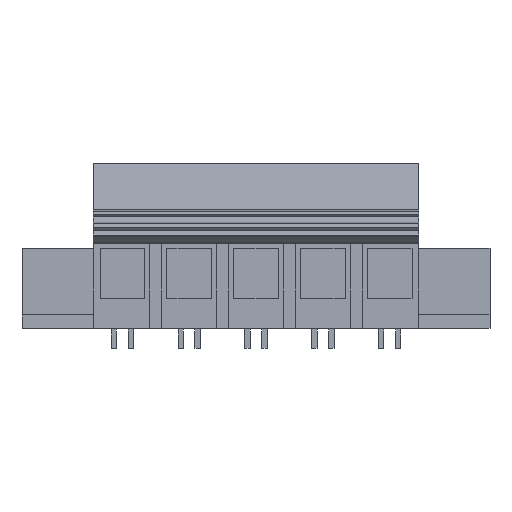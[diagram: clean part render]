
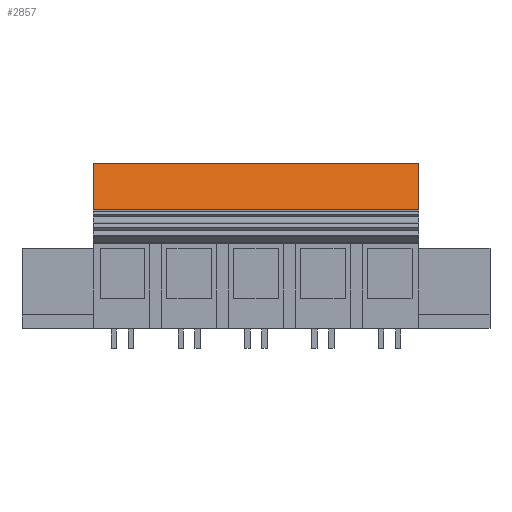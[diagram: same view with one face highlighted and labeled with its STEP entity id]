
A CAD part, front view. The second image highlights one B-rep face of the part: STEP entity #2857.
In plain terms, the highlighted planar face has unit normal (0, -0.985, 0.174).
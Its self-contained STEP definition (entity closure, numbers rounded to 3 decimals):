
#2837=AXIS2_PLACEMENT_3D('Plane Axis2P3D',#2834,#2835,#2836) ;
#526=CARTESIAN_POINT('Vertex',(16.,8.164,31.099)) ;
#529=CARTESIAN_POINT('Line Origine',(16.,9.076,36.275)) ;
#533=CARTESIAN_POINT('Vertex',(16.,9.989,41.45)) ;
#2819=CARTESIAN_POINT('Vertex',(89.,8.164,31.099)) ;
#2822=CARTESIAN_POINT('Line Origine',(52.5,8.164,31.099)) ;
#2834=CARTESIAN_POINT('Axis2P3D Location',(31.,9.989,41.45)) ;
#2839=CARTESIAN_POINT('Line Origine',(89.,9.076,36.275)) ;
#2843=CARTESIAN_POINT('Vertex',(89.,9.989,41.45)) ;
#2846=CARTESIAN_POINT('Line Origine',(52.5,9.989,41.45)) ;
#530=DIRECTION('Vector Direction',(0.,-0.174,-0.985)) ;
#2823=DIRECTION('Vector Direction',(1.,0.,0.)) ;
#2835=DIRECTION('Axis2P3D Direction',(0.,-0.985,0.174)) ;
#2836=DIRECTION('Axis2P3D XDirection',(0.,-0.174,-0.985)) ;
#2840=DIRECTION('Vector Direction',(0.,-0.174,-0.985)) ;
#2847=DIRECTION('Vector Direction',(1.,0.,0.)) ;
#531=VECTOR('Line Direction',#530,1.) ;
#2824=VECTOR('Line Direction',#2823,1.) ;
#2841=VECTOR('Line Direction',#2840,1.) ;
#2848=VECTOR('Line Direction',#2847,1.) ;
#2852=ORIENTED_EDGE('',*,*,#2826,.T.) ;
#2853=ORIENTED_EDGE('',*,*,#2845,.F.) ;
#2854=ORIENTED_EDGE('',*,*,#2850,.F.) ;
#2855=ORIENTED_EDGE('',*,*,#535,.F.) ;
#2857=ADVANCED_FACE('HOUSING',(#2856),#2838,.T.) ;
#535=EDGE_CURVE('',#527,#534,#532,.F.) ;
#2826=EDGE_CURVE('',#527,#2820,#2825,.T.) ;
#2845=EDGE_CURVE('',#2844,#2820,#2842,.T.) ;
#2850=EDGE_CURVE('',#534,#2844,#2849,.T.) ;
#2851=EDGE_LOOP('',(#2852,#2853,#2854,#2855)) ;
#2856=FACE_OUTER_BOUND('',#2851,.T.) ;
#532=LINE('Line',#529,#531) ;
#2825=LINE('Line',#2822,#2824) ;
#2842=LINE('Line',#2839,#2841) ;
#2849=LINE('Line',#2846,#2848) ;
#2838=PLANE('',#2837) ;
#527=VERTEX_POINT('',#526) ;
#534=VERTEX_POINT('',#533) ;
#2820=VERTEX_POINT('',#2819) ;
#2844=VERTEX_POINT('',#2843) ;
